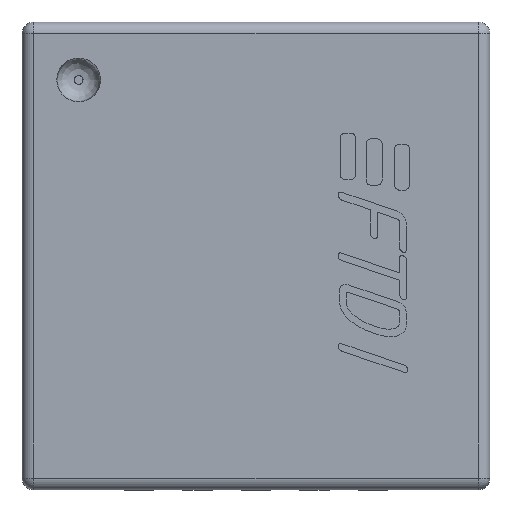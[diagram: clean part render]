
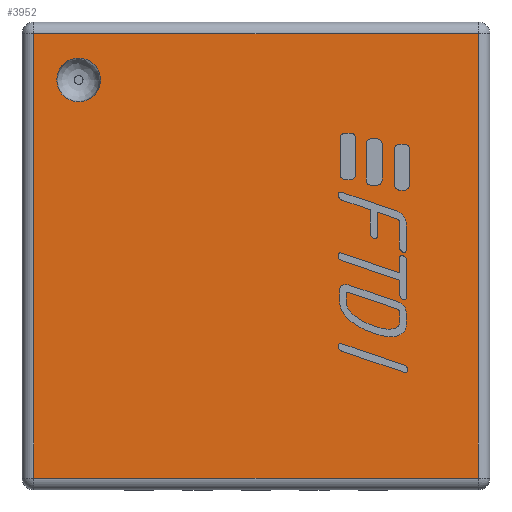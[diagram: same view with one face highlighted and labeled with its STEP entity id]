
A CAD part, top view. The second image highlights one B-rep face of the part: STEP entity #3952.
In plain terms, the highlighted planar face has unit normal (0, 0, 1).
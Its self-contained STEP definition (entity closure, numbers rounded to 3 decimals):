
#237=FACE_BOUND('',#1503,.T.);
#246=LINE('',#5567,#639);
#250=LINE('',#5583,#643);
#252=LINE('',#5586,#645);
#254=LINE('',#5589,#647);
#639=VECTOR('',#4564,3.8);
#643=VECTOR('',#4582,3.8);
#645=VECTOR('',#4586,3.8);
#647=VECTOR('',#4590,3.8);
#1074=PLANE('',#4254);
#1247=FACE_OUTER_BOUND('',#1502,.T.);
#1502=EDGE_LOOP('',(#2847,#2848,#2849,#2850));
#1503=EDGE_LOOP('',(#2851));
#1745=CIRCLE('',#4221,0.187);
#1827=VERTEX_POINT('',#5521);
#1829=VERTEX_POINT('',#5529);
#1834=VERTEX_POINT('',#5542);
#1839=VERTEX_POINT('',#5555);
#1844=VERTEX_POINT('',#5571);
#2208=EDGE_CURVE('',#1827,#1827,#1745,.T.);
#2227=EDGE_CURVE('',#1829,#1839,#246,.T.);
#2235=EDGE_CURVE('',#1839,#1844,#250,.T.);
#2237=EDGE_CURVE('',#1844,#1834,#252,.T.);
#2239=EDGE_CURVE('',#1834,#1829,#254,.T.);
#2847=ORIENTED_EDGE('',*,*,#2227,.F.);
#2848=ORIENTED_EDGE('',*,*,#2239,.F.);
#2849=ORIENTED_EDGE('',*,*,#2237,.F.);
#2850=ORIENTED_EDGE('',*,*,#2235,.F.);
#2851=ORIENTED_EDGE('',*,*,#2208,.T.);
#3952=ADVANCED_FACE('',(#1247,#237),#1074,.T.);
#4221=AXIS2_PLACEMENT_3D('',#5525,#4516,#4517);
#4254=AXIS2_PLACEMENT_3D('',#5598,#4602,#4603);
#4516=DIRECTION('center_axis',(0.,0.,-1.));
#4517=DIRECTION('ref_axis',(-1.,0.,0.));
#4564=DIRECTION('',(0.,1.,0.));
#4582=DIRECTION('',(1.,0.,0.));
#4586=DIRECTION('',(0.,-1.,0.));
#4590=DIRECTION('',(-1.,0.,0.));
#4602=DIRECTION('center_axis',(0.,0.,1.));
#4603=DIRECTION('ref_axis',(1.,0.,0.));
#5521=CARTESIAN_POINT('',(-1.329,1.505,0.78));
#5525=CARTESIAN_POINT('Origin',(-1.516,1.505,0.78));
#5529=CARTESIAN_POINT('',(-1.9,-1.9,0.78));
#5542=CARTESIAN_POINT('',(1.9,-1.9,0.78));
#5555=CARTESIAN_POINT('',(-1.9,1.9,0.78));
#5567=CARTESIAN_POINT('',(-1.9,1.,0.78));
#5571=CARTESIAN_POINT('',(1.9,1.9,0.78));
#5583=CARTESIAN_POINT('',(1.,1.9,0.78));
#5586=CARTESIAN_POINT('',(1.9,-1.,0.78));
#5589=CARTESIAN_POINT('',(-1.,-1.9,0.78));
#5598=CARTESIAN_POINT('Origin',(0.,0.,
0.78));
